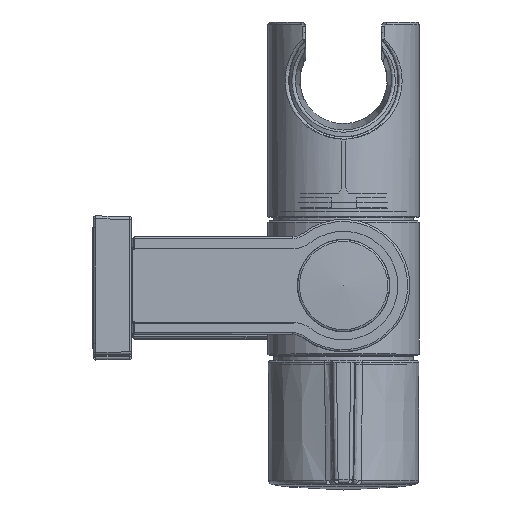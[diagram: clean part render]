
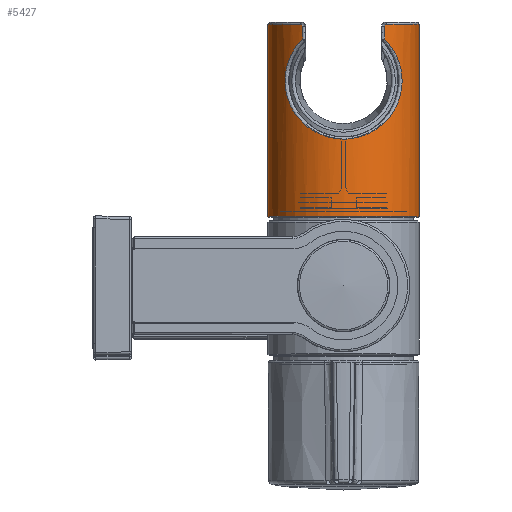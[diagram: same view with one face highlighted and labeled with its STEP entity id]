
A CAD part, top view. The second image highlights one B-rep face of the part: STEP entity #5427.
In plain terms, the highlighted cylindrical face has radius 18 mm (diameter 36 mm), a full revolution.
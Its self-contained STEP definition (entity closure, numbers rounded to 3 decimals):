
#91=CYLINDRICAL_SURFACE('',#6344,18.);
#349=CIRCLE('',#6345,18.);
#350=CIRCLE('',#6346,18.);
#351=CIRCLE('',#6347,18.);
#550=B_SPLINE_CURVE_WITH_KNOTS('',3,(#8978,#8979,#8980,#8981,#8982,#8983,
#8984,#8985,#8986,#8987,#8988,#8989,#8990,#8991,#8992,#8993,#8994,#8995,
#8996,#8997),.UNSPECIFIED.,.F.,.F.,(4,1,1,1,1,1,1,1,1,1,1,1,1,1,1,1,1,4),
(0.,0.004,0.007,0.011,0.014,
0.018,0.022,0.025,0.029,
0.032,0.036,0.04,0.043,
0.047,0.051,0.052,0.054,
0.058),.UNSPECIFIED.);
#551=B_SPLINE_CURVE_WITH_KNOTS('',3,(#9001,#9002,#9003,#9004,#9005),
 .UNSPECIFIED.,.F.,.F.,(4,1,4),(0.,0.,0.001),
 .UNSPECIFIED.);
#552=B_SPLINE_CURVE_WITH_KNOTS('',3,(#9009,#9010,#9011,#9012,#9013),
 .UNSPECIFIED.,.F.,.F.,(4,1,4),(0.,0.,0.001),
 .UNSPECIFIED.);
#553=B_SPLINE_CURVE_WITH_KNOTS('',3,(#9017,#9018,#9019,#9020,#9021,#9022,
#9023,#9024,#9025,#9026,#9027,#9028,#9029,#9030,#9031,#9032,#9033,#9034,
#9035,#9036,#9037),.UNSPECIFIED.,.F.,.F.,(4,1,1,1,1,1,1,1,1,1,1,1,1,1,1,
1,1,1,4),(0.,0.004,0.009,0.011,
0.013,0.017,0.022,0.026,
0.03,0.035,0.039,0.043,
0.048,0.052,0.056,0.058,
0.061,0.065,0.069),.UNSPECIFIED.);
#554=B_SPLINE_CURVE_WITH_KNOTS('',3,(#9041,#9042,#9043,#9044,#9045),
 .UNSPECIFIED.,.F.,.F.,(4,1,4),(0.,0.,0.001),
 .UNSPECIFIED.);
#555=B_SPLINE_CURVE_WITH_KNOTS('',3,(#9049,#9050,#9051,#9052,#9053),
 .UNSPECIFIED.,.F.,.F.,(4,1,4),(0.,0.,0.001),
 .UNSPECIFIED.);
#1325=ORIENTED_EDGE('',*,*,#2592,.T.);
#1326=ORIENTED_EDGE('',*,*,#2593,.T.);
#1327=ORIENTED_EDGE('',*,*,#2594,.T.);
#1328=ORIENTED_EDGE('',*,*,#2595,.T.);
#1329=ORIENTED_EDGE('',*,*,#2596,.T.);
#1330=ORIENTED_EDGE('',*,*,#2597,.T.);
#1331=ORIENTED_EDGE('',*,*,#2598,.T.);
#1332=ORIENTED_EDGE('',*,*,#2599,.T.);
#1333=ORIENTED_EDGE('',*,*,#2600,.T.);
#1334=ORIENTED_EDGE('',*,*,#2601,.T.);
#1335=ORIENTED_EDGE('',*,*,#2602,.T.);
#1336=ORIENTED_EDGE('',*,*,#2603,.T.);
#1337=ORIENTED_EDGE('',*,*,#2604,.T.);
#2592=EDGE_CURVE('',#3577,#3578,#4276,.T.);
#2593=EDGE_CURVE('',#3578,#3579,#550,.T.);
#2594=EDGE_CURVE('',#3579,#3580,#4277,.F.);
#2595=EDGE_CURVE('',#3580,#3581,#551,.T.);
#2596=EDGE_CURVE('',#3581,#3582,#349,.F.);
#2597=EDGE_CURVE('',#3582,#3583,#552,.T.);
#2598=EDGE_CURVE('',#3583,#3584,#4278,.T.);
#2599=EDGE_CURVE('',#3584,#3585,#553,.T.);
#2600=EDGE_CURVE('',#3585,#3586,#4279,.F.);
#2601=EDGE_CURVE('',#3586,#3587,#554,.T.);
#2602=EDGE_CURVE('',#3587,#3588,#350,.F.);
#2603=EDGE_CURVE('',#3588,#3577,#555,.T.);
#2604=EDGE_CURVE('',#3589,#3589,#351,.F.);
#3577=VERTEX_POINT('',#8976);
#3578=VERTEX_POINT('',#8977);
#3579=VERTEX_POINT('',#8998);
#3580=VERTEX_POINT('',#9000);
#3581=VERTEX_POINT('',#9006);
#3582=VERTEX_POINT('',#9008);
#3583=VERTEX_POINT('',#9014);
#3584=VERTEX_POINT('',#9016);
#3585=VERTEX_POINT('',#9038);
#3586=VERTEX_POINT('',#9040);
#3587=VERTEX_POINT('',#9046);
#3588=VERTEX_POINT('',#9048);
#3589=VERTEX_POINT('',#9055);
#4276=LINE('',#8975,#4631);
#4277=LINE('',#8999,#4632);
#4278=LINE('',#9015,#4633);
#4279=LINE('',#9039,#4634);
#4631=VECTOR('',#7310,1000.);
#4632=VECTOR('',#7311,1000.);
#4633=VECTOR('',#7314,1000.);
#4634=VECTOR('',#7315,1000.);
#4874=EDGE_LOOP('',(#1325,#1326,#1327,#1328,#1329,#1330,#1331,#1332,#1333,
#1334,#1335,#1336));
#4875=EDGE_LOOP('',(#1337));
#5135=FACE_BOUND('',#4874,.T.);
#5136=FACE_BOUND('',#4875,.T.);
#5427=ADVANCED_FACE('',(#5135,#5136),#91,.T.);
#6344=AXIS2_PLACEMENT_3D('',#8974,#7308,#7309);
#6345=AXIS2_PLACEMENT_3D('',#9007,#7312,#7313);
#6346=AXIS2_PLACEMENT_3D('',#9047,#7316,#7317);
#6347=AXIS2_PLACEMENT_3D('',#9054,#7318,#7319);
#7308=DIRECTION('',(0.,-1.,0.));
#7309=DIRECTION('',(0.,0.,1.));
#7310=DIRECTION('',(0.,-1.,0.));
#7311=DIRECTION('',(0.,-1.,0.));
#7312=DIRECTION('',(0.,1.,0.));
#7313=DIRECTION('',(0.,0.,-1.));
#7314=DIRECTION('',(0.,-1.,0.));
#7315=DIRECTION('',(0.,-1.,0.));
#7316=DIRECTION('',(0.,1.,0.));
#7317=DIRECTION('',(0.,0.,-1.));
#7318=DIRECTION('',(0.,-1.,0.));
#7319=DIRECTION('',(0.,0.,1.));
#8974=CARTESIAN_POINT('',(59.2,-22.45,283.6));
#8975=CARTESIAN_POINT('',(49.429,-22.45,268.483));
#8976=CARTESIAN_POINT('',(49.429,71.55,268.483));
#8977=CARTESIAN_POINT('',(49.429,66.205,268.483));
#8978=CARTESIAN_POINT('',(49.429,66.205,268.483));
#8979=CARTESIAN_POINT('',(48.695,65.359,268.957));
#8980=CARTESIAN_POINT('',(47.475,63.5,269.898));
#8981=CARTESIAN_POINT('',(46.436,60.086,270.906));
#8982=CARTESIAN_POINT('',(46.543,56.383,270.793));
#8983=CARTESIAN_POINT('',(47.742,53.072,269.665));
#8984=CARTESIAN_POINT('',(49.709,50.368,268.226));
#8985=CARTESIAN_POINT('',(52.338,48.25,266.858));
#8986=CARTESIAN_POINT('',(55.563,46.839,265.854));
#8987=CARTESIAN_POINT('',(59.171,46.329,265.475));
#8988=CARTESIAN_POINT('',(62.796,46.826,265.844));
#8989=CARTESIAN_POINT('',(66.033,48.232,266.846));
#8990=CARTESIAN_POINT('',(68.677,50.351,268.216));
#8991=CARTESIAN_POINT('',(70.652,53.06,269.66));
#8992=CARTESIAN_POINT('',(71.851,56.359,270.787));
#8993=CARTESIAN_POINT('',(71.95,59.446,270.891));
#8994=CARTESIAN_POINT('',(71.447,61.79,270.402));
#8995=CARTESIAN_POINT('',(70.633,63.938,269.674));
#8996=CARTESIAN_POINT('',(69.705,65.358,268.958));
#8997=CARTESIAN_POINT('',(68.971,66.205,268.483));
#8998=CARTESIAN_POINT('',(68.971,66.205,268.483));
#8999=CARTESIAN_POINT('',(68.971,-22.45,268.483));
#9000=CARTESIAN_POINT('',(68.971,71.55,268.483));
#9001=CARTESIAN_POINT('',(68.971,71.55,268.483));
#9002=CARTESIAN_POINT('',(68.971,71.699,268.483));
#9003=CARTESIAN_POINT('',(69.117,71.971,268.577));
#9004=CARTESIAN_POINT('',(69.364,72.05,268.744));
#9005=CARTESIAN_POINT('',(69.486,72.05,268.828));
#9006=CARTESIAN_POINT('',(69.486,72.05,268.828));
#9007=CARTESIAN_POINT('',(59.2,72.05,283.6));
#9008=CARTESIAN_POINT('',(69.486,72.05,298.372));
#9009=CARTESIAN_POINT('',(69.486,72.05,298.372));
#9010=CARTESIAN_POINT('',(69.364,72.05,298.456));
#9011=CARTESIAN_POINT('',(69.119,71.972,298.622));
#9012=CARTESIAN_POINT('',(68.971,71.699,298.717));
#9013=CARTESIAN_POINT('',(68.971,71.55,298.717));
#9014=CARTESIAN_POINT('',(68.971,71.55,298.717));
#9015=CARTESIAN_POINT('',(68.971,-22.45,298.717));
#9016=CARTESIAN_POINT('',(68.971,68.478,298.717));
#9017=CARTESIAN_POINT('',(68.971,68.478,298.717));
#9018=CARTESIAN_POINT('',(69.92,67.552,298.104));
#9019=CARTESIAN_POINT('',(71.502,65.495,296.831));
#9020=CARTESIAN_POINT('',(72.755,62.31,295.458));
#9021=CARTESIAN_POINT('',(73.166,59.455,294.956));
#9022=CARTESIAN_POINT('',(73.124,56.515,295.008));
#9023=CARTESIAN_POINT('',(72.24,53.088,296.076));
#9024=CARTESIAN_POINT('',(70.199,49.697,297.964));
#9025=CARTESIAN_POINT('',(67.29,46.986,299.823));
#9026=CARTESIAN_POINT('',(63.557,45.126,301.234));
#9027=CARTESIAN_POINT('',(59.212,44.433,301.781));
#9028=CARTESIAN_POINT('',(54.868,45.117,301.241));
#9029=CARTESIAN_POINT('',(51.12,46.978,299.828));
#9030=CARTESIAN_POINT('',(48.208,49.688,297.97));
#9031=CARTESIAN_POINT('',(46.163,53.08,296.08));
#9032=CARTESIAN_POINT('',(45.277,56.506,295.009));
#9033=CARTESIAN_POINT('',(45.233,59.448,294.955));
#9034=CARTESIAN_POINT('',(45.643,62.3,295.455));
#9035=CARTESIAN_POINT('',(46.892,65.486,296.825));
#9036=CARTESIAN_POINT('',(48.48,67.552,298.104));
#9037=CARTESIAN_POINT('',(49.429,68.478,298.717));
#9038=CARTESIAN_POINT('',(49.429,68.478,298.717));
#9039=CARTESIAN_POINT('',(49.429,-22.45,298.717));
#9040=CARTESIAN_POINT('',(49.429,71.55,298.717));
#9041=CARTESIAN_POINT('',(49.429,71.55,298.717));
#9042=CARTESIAN_POINT('',(49.429,71.699,298.717));
#9043=CARTESIAN_POINT('',(49.283,71.971,298.623));
#9044=CARTESIAN_POINT('',(49.036,72.05,298.456));
#9045=CARTESIAN_POINT('',(48.914,72.05,298.372));
#9046=CARTESIAN_POINT('',(48.914,72.05,298.372));
#9047=CARTESIAN_POINT('',(59.2,72.05,283.6));
#9048=CARTESIAN_POINT('',(48.914,72.05,268.828));
#9049=CARTESIAN_POINT('',(48.914,72.05,268.828));
#9050=CARTESIAN_POINT('',(49.036,72.05,268.744));
#9051=CARTESIAN_POINT('',(49.281,71.972,268.578));
#9052=CARTESIAN_POINT('',(49.429,71.699,268.483));
#9053=CARTESIAN_POINT('',(49.429,71.55,268.483));
#9054=CARTESIAN_POINT('',(59.2,26.25,283.6));
#9055=CARTESIAN_POINT('',(59.2,26.25,301.6));
